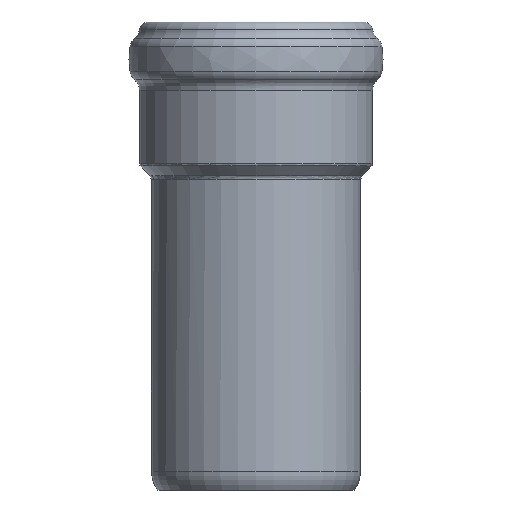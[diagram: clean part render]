
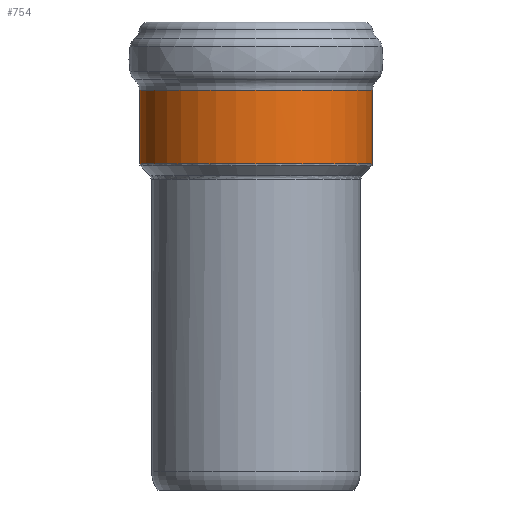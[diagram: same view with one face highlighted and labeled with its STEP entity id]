
A CAD part, left-side view. The second image highlights one B-rep face of the part: STEP entity #754.
In plain terms, the highlighted cylindrical face has radius 43.5 mm (diameter 87 mm), a full revolution.
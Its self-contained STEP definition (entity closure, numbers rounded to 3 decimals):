
#31=ELLIPSE('',#871,65.162,43.5);
#74=CYLINDRICAL_SURFACE('',#870,43.5);
#118=FACE_BOUND('',#275,.T.);
#174=FACE_OUTER_BOUND('',#274,.T.);
#274=EDGE_LOOP('',(#646));
#275=EDGE_LOOP('',(#647,#648));
#310=CIRCLE('',#820,43.5);
#327=CIRCLE('',#852,43.5);
#372=VERTEX_POINT('',#1437);
#390=VERTEX_POINT('',#1517);
#391=VERTEX_POINT('',#1528);
#447=EDGE_CURVE('',#372,#372,#310,.T.);
#466=EDGE_CURVE('',#390,#391,#327,.T.);
#493=EDGE_CURVE('',#390,#391,#31,.T.);
#646=ORIENTED_EDGE('',*,*,#447,.T.);
#647=ORIENTED_EDGE('',*,*,#493,.T.);
#648=ORIENTED_EDGE('',*,*,#466,.F.);
#754=ADVANCED_FACE('',(#174,#118),#74,.T.);
#820=AXIS2_PLACEMENT_3D('',#1438,#998,#999);
#852=AXIS2_PLACEMENT_3D('',#1529,#1062,#1063);
#870=AXIS2_PLACEMENT_3D('',#1863,#1098,#1099);
#871=AXIS2_PLACEMENT_3D('',#1864,#1100,#1101);
#998=DIRECTION('center_axis',(0.,0.,-1.));
#999=DIRECTION('ref_axis',(1.,0.,0.));
#1062=DIRECTION('center_axis',(0.,0.,-1.));
#1063=DIRECTION('ref_axis',(1.,0.,0.));
#1098=DIRECTION('center_axis',(0.,0.,-1.));
#1099=DIRECTION('ref_axis',(-1.,0.,0.));
#1100=DIRECTION('center_axis',(-0.745,0.,0.668));
#1101=DIRECTION('ref_axis',(-0.668,0.,-0.745));
#1437=CARTESIAN_POINT('',(-43.5,0.,149.228));
#1438=CARTESIAN_POINT('Origin',(0.,0.,149.228));
#1517=CARTESIAN_POINT('',(40.846,-14.961,121.634));
#1528=CARTESIAN_POINT('',(40.846,14.961,121.634));
#1529=CARTESIAN_POINT('Origin',(0.,0.,121.634));
#1863=CARTESIAN_POINT('Origin',(0.,0.,127.301));
#1864=CARTESIAN_POINT('Origin',(0.,0.,76.077));
